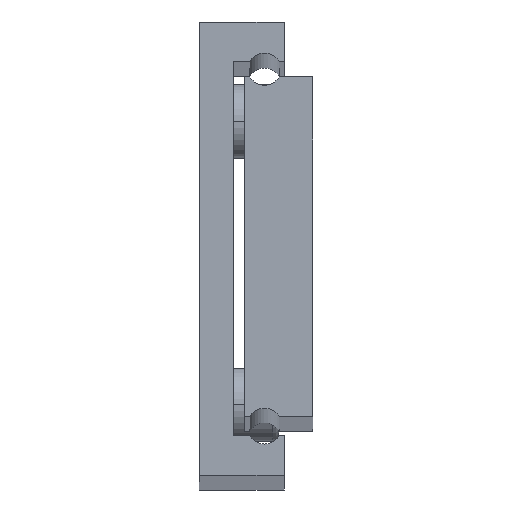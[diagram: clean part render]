
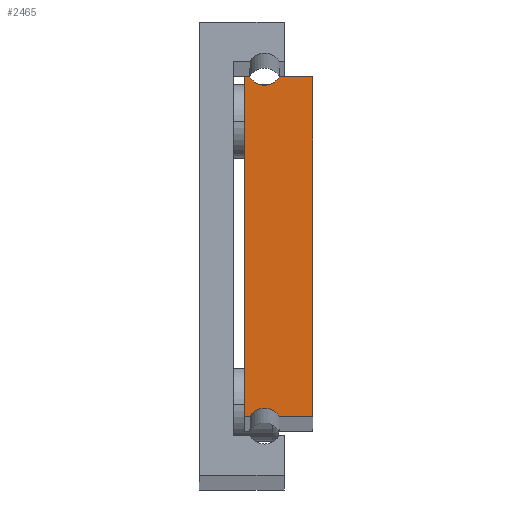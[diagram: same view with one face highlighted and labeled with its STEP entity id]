
A CAD part, top view. The second image highlights one B-rep face of the part: STEP entity #2465.
In plain terms, the highlighted planar face has unit normal (0, 0, 1).
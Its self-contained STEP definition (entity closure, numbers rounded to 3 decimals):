
#43 = ORIENTED_EDGE ( 'NONE', *, *, #1940, .T. ) ;
#147 = CARTESIAN_POINT ( 'NONE',  ( 7.929, 78.924, 726. ) ) ;
#203 = ORIENTED_EDGE ( 'NONE', *, *, #3088, .T. ) ;
#208 = DIRECTION ( 'NONE',  ( 1., 0., 0. ) ) ;
#237 = DIRECTION ( 'NONE',  ( 1., 0., 0. ) ) ;
#246 = VECTOR ( 'NONE', #1513, 1000. ) ;
#312 = DIRECTION ( 'NONE',  ( 0., 1., 0. ) ) ;
#386 = CARTESIAN_POINT ( 'NONE',  ( -0.571, 17.424, 726. ) ) ;
#389 = ORIENTED_EDGE ( 'NONE', *, *, #2669, .T. ) ;
#413 = ORIENTED_EDGE ( 'NONE', *, *, #934, .T. ) ;
#477 = CARTESIAN_POINT ( 'NONE',  ( -3.169, 18.924, 726. ) ) ;
#510 = VERTEX_POINT ( 'NONE', #2446 ) ;
#556 = VECTOR ( 'NONE', #237, 1000. ) ;
#674 = ORIENTED_EDGE ( 'NONE', *, *, #3063, .T. ) ;
#718 = AXIS2_PLACEMENT_3D ( 'NONE', #2087, #970, #2614 ) ;
#760 = CARTESIAN_POINT ( 'NONE',  ( -4.071, 18.924, 726. ) ) ;
#781 = VECTOR ( 'NONE', #2301, 1000. ) ;
#846 = AXIS2_PLACEMENT_3D ( 'NONE', #386, #1981, #3334 ) ;
#869 = AXIS2_PLACEMENT_3D ( 'NONE', #2298, #3361, #3122 ) ;
#934 = EDGE_CURVE ( 'NONE', #2540, #510, #1681, .T. ) ;
#970 = DIRECTION ( 'NONE',  ( 0., 0., -1. ) ) ;
#1001 = CARTESIAN_POINT ( 'NONE',  ( -3.169, 78.924, 726. ) ) ;
#1017 = EDGE_LOOP ( 'NONE', ( #3405, #389, #413, #2990, #43, #203, #674, #2871 ) ) ;
#1250 = LINE ( 'NONE', #760, #3014 ) ;
#1430 = EDGE_CURVE ( 'NONE', #2906, #2385, #2318, .T. ) ;
#1513 = DIRECTION ( 'NONE',  ( 0., -1., 0. ) ) ;
#1605 = CARTESIAN_POINT ( 'NONE',  ( -4.071, 78.924, 726. ) ) ;
#1681 = CIRCLE ( 'NONE', #869, 3. ) ;
#1771 = DIRECTION ( 'NONE',  ( -1., 0., 0. ) ) ;
#1940 = EDGE_CURVE ( 'NONE', #2543, #2887, #2146, .T. ) ;
#1981 = DIRECTION ( 'NONE',  ( 0., 0., -1. ) ) ;
#2087 = CARTESIAN_POINT ( 'NONE',  ( -0.571, 80.424, 726. ) ) ;
#2127 = CARTESIAN_POINT ( 'NONE',  ( 7.929, 18.924, 726. ) ) ;
#2146 = LINE ( 'NONE', #2127, #2608 ) ;
#2211 = CIRCLE ( 'NONE', #718, 3. ) ;
#2220 = EDGE_CURVE ( 'NONE', #2385, #2558, #2905, .T. ) ;
#2298 = CARTESIAN_POINT ( 'NONE',  ( -0.571, 17.424, 726. ) ) ;
#2301 = DIRECTION ( 'NONE',  ( -1., 0., 0. ) ) ;
#2318 = LINE ( 'NONE', #1001, #3228 ) ;
#2385 = VERTEX_POINT ( 'NONE', #1605 ) ;
#2446 = CARTESIAN_POINT ( 'NONE',  ( 2.027, 18.924, 726. ) ) ;
#2465 = ADVANCED_FACE ( 'NONE', ( #3281 ), #2476, .F. ) ;
#2472 = CARTESIAN_POINT ( 'NONE',  ( -3.169, 78.924, 726. ) ) ;
#2476 = PLANE ( 'NONE',  #846 ) ;
#2540 = VERTEX_POINT ( 'NONE', #477 ) ;
#2543 = VERTEX_POINT ( 'NONE', #2848 ) ;
#2554 = LINE ( 'NONE', #147, #781 ) ;
#2558 = VERTEX_POINT ( 'NONE', #3157 ) ;
#2608 = VECTOR ( 'NONE', #312, 1000. ) ;
#2614 = DIRECTION ( 'NONE',  ( 1., 0., 0. ) ) ;
#2644 = CARTESIAN_POINT ( 'NONE',  ( 2.027, 18.924, 726. ) ) ;
#2669 = EDGE_CURVE ( 'NONE', #2558, #2540, #1250, .T. ) ;
#2810 = EDGE_CURVE ( 'NONE', #510, #2543, #3460, .T. ) ;
#2835 = CARTESIAN_POINT ( 'NONE',  ( -4.071, 78.924, 726. ) ) ;
#2848 = CARTESIAN_POINT ( 'NONE',  ( 7.929, 18.924, 726. ) ) ;
#2871 = ORIENTED_EDGE ( 'NONE', *, *, #1430, .T. ) ;
#2887 = VERTEX_POINT ( 'NONE', #3056 ) ;
#2905 = LINE ( 'NONE', #2835, #246 ) ;
#2906 = VERTEX_POINT ( 'NONE', #2472 ) ;
#2964 = VERTEX_POINT ( 'NONE', #3296 ) ;
#2990 = ORIENTED_EDGE ( 'NONE', *, *, #2810, .T. ) ;
#3014 = VECTOR ( 'NONE', #208, 1000. ) ;
#3056 = CARTESIAN_POINT ( 'NONE',  ( 7.929, 78.924, 726. ) ) ;
#3063 = EDGE_CURVE ( 'NONE', #2964, #2906, #2211, .T. ) ;
#3088 = EDGE_CURVE ( 'NONE', #2887, #2964, #2554, .T. ) ;
#3122 = DIRECTION ( 'NONE',  ( -1., 0., 0. ) ) ;
#3157 = CARTESIAN_POINT ( 'NONE',  ( -4.071, 18.924, 726. ) ) ;
#3228 = VECTOR ( 'NONE', #1771, 1000. ) ;
#3281 = FACE_OUTER_BOUND ( 'NONE', #1017, .T. ) ;
#3296 = CARTESIAN_POINT ( 'NONE',  ( 2.027, 78.924, 726. ) ) ;
#3334 = DIRECTION ( 'NONE',  ( -1., 0., 0. ) ) ;
#3361 = DIRECTION ( 'NONE',  ( 0., 0., -1. ) ) ;
#3405 = ORIENTED_EDGE ( 'NONE', *, *, #2220, .T. ) ;
#3460 = LINE ( 'NONE', #2644, #556 ) ;
